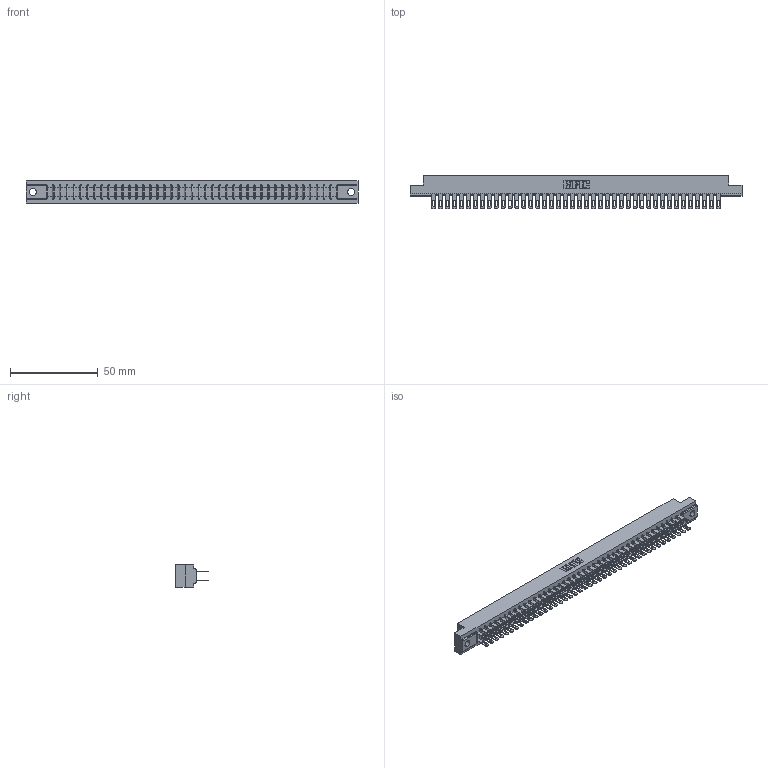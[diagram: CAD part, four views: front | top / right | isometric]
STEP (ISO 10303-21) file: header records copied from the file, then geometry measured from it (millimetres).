
FILE_DESCRIPTION (( 'STEP AP203' ), '1' );
FILE_NAME ('357-084-500-204.STEP', '2019-09-19T17:28:39', ( '' ), ( '' ), 'SwSTEP 2.0', 'SolidWorks 2016', '' );
FILE_SCHEMA (( 'CONFIG_CONTROL_DESIGN' ));
Length unit declared in the file: inch
Products named in the file (3): 307 Part_.156 Dia Mounting Holes; 307-290-001_500; 357-084-500-204
Assembly tree (85 placements, depth 2):
  357-084-500-204
    307 Part_.156 Dia Mounting Holes
    307-290-001_500  x84
Bounding box: 189.43 x 19.18 x 12.7 mm (x, y, z)
Volume: 20278.7 mm3; surface area: 25982.4 mm2
Topology: 85 solids, 85 shells, 4039 faces, 11279 edges, 7290 vertices
Faces by surface type: plane 2604, cylinder 1349, sphere 86
Entity records: 37742 total; most frequent: CARTESIAN_POINT 6176, ORIENTED_EDGE 6118, DIRECTION 6043, EDGE_CURVE 3059, VECTOR 2353, LINE 2353, VERTEX_POINT 1978, AXIS2_PLACEMENT_3D 1845
